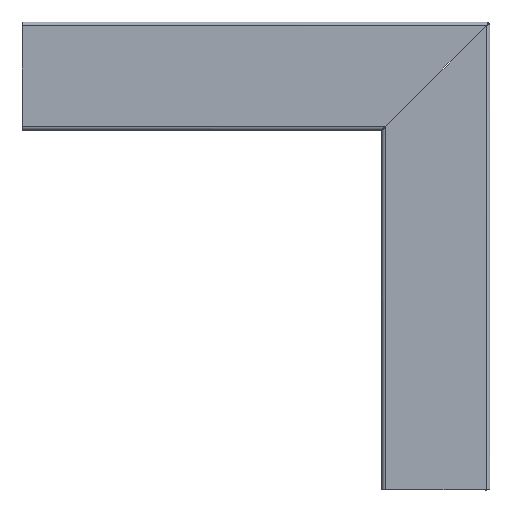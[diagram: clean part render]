
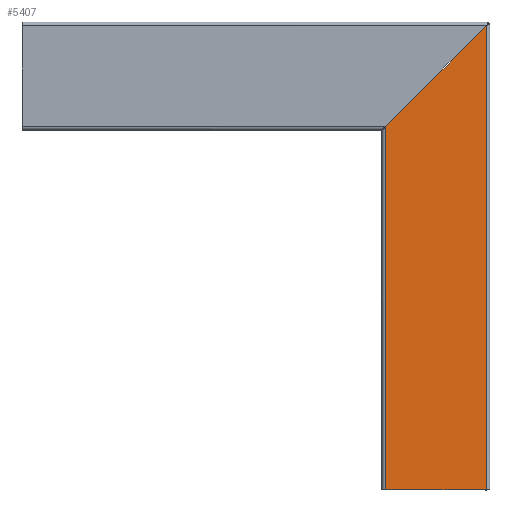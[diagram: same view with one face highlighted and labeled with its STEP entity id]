
A CAD part, front view. The second image highlights one B-rep face of the part: STEP entity #5407.
In plain terms, the highlighted planar face has unit normal (0, -1, 0).
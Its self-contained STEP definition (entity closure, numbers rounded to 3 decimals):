
#185 = CARTESIAN_POINT ( 'NONE',  ( 3., -65., 388.5 ) ) ;
#803 = DIRECTION ( 'NONE',  ( 0., 0., -1. ) ) ;
#1250 = VERTEX_POINT ( 'NONE', #6099 ) ;
#1267 = CARTESIAN_POINT ( 'NONE',  ( 87., -65., -388.5 ) ) ;
#1406 = FACE_OUTER_BOUND ( 'NONE', #6491, .T. ) ;
#1629 = EDGE_CURVE ( 'NONE', #7093, #7252, #2766, .T. ) ;
#1992 = VECTOR ( 'NONE', #4906, 1000. ) ;
#2065 = PLANE ( 'NONE',  #4284 ) ;
#2236 = CARTESIAN_POINT ( 'NONE',  ( 87., -65., -2.024 ) ) ;
#2485 = VERTEX_POINT ( 'NONE', #1267 ) ;
#2487 = VECTOR ( 'NONE', #6438, 1000. ) ;
#2766 = LINE ( 'NONE', #3992, #7692 ) ;
#3329 = CARTESIAN_POINT ( 'NONE',  ( 3., -65., -86.024 ) ) ;
#3350 = CARTESIAN_POINT ( 'NONE',  ( 3., -65., 388.5 ) ) ;
#3370 = VECTOR ( 'NONE', #4678, 1000. ) ;
#3609 = ORIENTED_EDGE ( 'NONE', *, *, #6289, .F. ) ;
#3992 = CARTESIAN_POINT ( 'NONE',  ( 240.262, -65., 151.238 ) ) ;
#4284 = AXIS2_PLACEMENT_3D ( 'NONE', #3350, #4630, #803 ) ;
#4585 = CARTESIAN_POINT ( 'NONE',  ( 3., -65., -388.5 ) ) ;
#4630 = DIRECTION ( 'NONE',  ( 0., -1., 0. ) ) ;
#4678 = DIRECTION ( 'NONE',  ( 0., 0., -1. ) ) ;
#4880 = ORIENTED_EDGE ( 'NONE', *, *, #7058, .F. ) ;
#4906 = DIRECTION ( 'NONE',  ( 0., 0., -1. ) ) ;
#5192 = LINE ( 'NONE', #8132, #1992 ) ;
#5407 = ADVANCED_FACE ( 'NONE', ( #1406 ), #2065, .T. ) ;
#5653 = ORIENTED_EDGE ( 'NONE', *, *, #8246, .T. ) ;
#5890 = LINE ( 'NONE', #4585, #2487 ) ;
#6099 = CARTESIAN_POINT ( 'NONE',  ( 3., -65., -388.5 ) ) ;
#6289 = EDGE_CURVE ( 'NONE', #7252, #2485, #5192, .T. ) ;
#6373 = LINE ( 'NONE', #185, #3370 ) ;
#6438 = DIRECTION ( 'NONE',  ( -1., 0., 0. ) ) ;
#6491 = EDGE_LOOP ( 'NONE', ( #7645, #5653, #4880, #3609 ) ) ;
#6580 = DIRECTION ( 'NONE',  ( 0.707, 0., 0.707 ) ) ;
#7058 = EDGE_CURVE ( 'NONE', #2485, #1250, #5890, .T. ) ;
#7093 = VERTEX_POINT ( 'NONE', #3329 ) ;
#7252 = VERTEX_POINT ( 'NONE', #2236 ) ;
#7645 = ORIENTED_EDGE ( 'NONE', *, *, #1629, .F. ) ;
#7692 = VECTOR ( 'NONE', #6580, 1000. ) ;
#8132 = CARTESIAN_POINT ( 'NONE',  ( 87., -65., 388.5 ) ) ;
#8246 = EDGE_CURVE ( 'NONE', #7093, #1250, #6373, .T. ) ;
